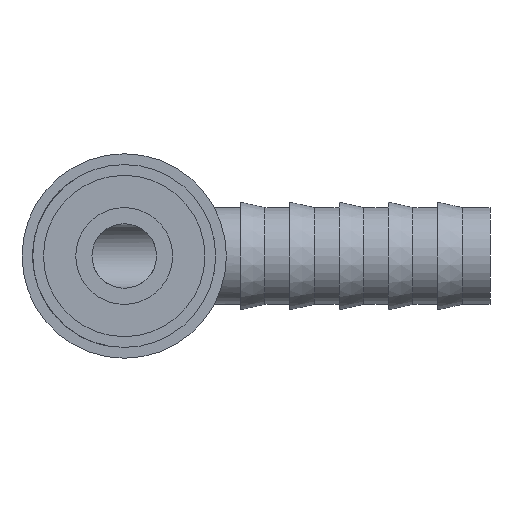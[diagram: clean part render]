
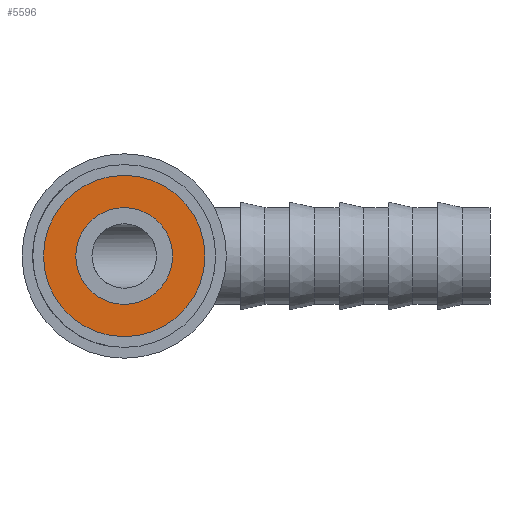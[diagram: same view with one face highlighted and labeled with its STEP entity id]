
A CAD part, left-side view. The second image highlights one B-rep face of the part: STEP entity #5596.
In plain terms, the highlighted planar face has unit normal (-1, 0, 0).
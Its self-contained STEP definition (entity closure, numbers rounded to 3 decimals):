
#625 = AXIS2_PLACEMENT_3D ( 'NONE', #7242, #7999, #1850 ) ;
#762 = EDGE_CURVE ( 'NONE', #3241, #6835, #1519, .T. ) ;
#867 = EDGE_CURVE ( 'NONE', #4893, #8349, #3812, .T. ) ;
#988 = PLANE ( 'NONE',  #5551 ) ;
#1322 = DIRECTION ( 'NONE',  ( 0., 0., 1. ) ) ;
#1358 = ORIENTED_EDGE ( 'NONE', *, *, #2363, .T. ) ;
#1519 = CIRCLE ( 'NONE', #625, 4.5 ) ;
#1746 = EDGE_LOOP ( 'NONE', ( #3482, #6807 ) ) ;
#1827 = DIRECTION ( 'NONE',  ( 1., 0., 0. ) ) ;
#1850 = DIRECTION ( 'NONE',  ( 0., 0., -1. ) ) ;
#1961 = CARTESIAN_POINT ( 'NONE',  ( 0., 0., 0. ) ) ;
#2363 = EDGE_CURVE ( 'NONE', #6835, #3241, #3220, .T. ) ;
#3220 = CIRCLE ( 'NONE', #4949, 4.5 ) ;
#3241 = VERTEX_POINT ( 'NONE', #4784 ) ;
#3364 = AXIS2_PLACEMENT_3D ( 'NONE', #8765, #4592, #6030 ) ;
#3482 = ORIENTED_EDGE ( 'NONE', *, *, #867, .T. ) ;
#3812 = CIRCLE ( 'NONE', #3364, 7.5 ) ;
#4023 = DIRECTION ( 'NONE',  ( -1., 0., 0. ) ) ;
#4100 = CARTESIAN_POINT ( 'NONE',  ( 0., 0., 4.5 ) ) ;
#4592 = DIRECTION ( 'NONE',  ( -1., 0., 0. ) ) ;
#4784 = CARTESIAN_POINT ( 'NONE',  ( 0., 0., -4.5 ) ) ;
#4893 = VERTEX_POINT ( 'NONE', #7699 ) ;
#4949 = AXIS2_PLACEMENT_3D ( 'NONE', #7974, #1827, #5104 ) ;
#4997 = FACE_OUTER_BOUND ( 'NONE', #1746, .T. ) ;
#5038 = DIRECTION ( 'NONE',  ( 1., 0., 0. ) ) ;
#5104 = DIRECTION ( 'NONE',  ( 0., 0., -1. ) ) ;
#5551 = AXIS2_PLACEMENT_3D ( 'NONE', #7745, #5038, #6348 ) ;
#5596 = ADVANCED_FACE ( 'NONE', ( #7106, #4997 ), #988, .F. ) ;
#5615 = ORIENTED_EDGE ( 'NONE', *, *, #762, .T. ) ;
#6030 = DIRECTION ( 'NONE',  ( 0., 0., 1. ) ) ;
#6348 = DIRECTION ( 'NONE',  ( 0., 0., -1. ) ) ;
#6807 = ORIENTED_EDGE ( 'NONE', *, *, #7521, .T. ) ;
#6835 = VERTEX_POINT ( 'NONE', #4100 ) ;
#7016 = EDGE_LOOP ( 'NONE', ( #1358, #5615 ) ) ;
#7106 = FACE_BOUND ( 'NONE', #7016, .T. ) ;
#7242 = CARTESIAN_POINT ( 'NONE',  ( 0., 0., 0. ) ) ;
#7410 = AXIS2_PLACEMENT_3D ( 'NONE', #1961, #4023, #1322 ) ;
#7521 = EDGE_CURVE ( 'NONE', #8349, #4893, #7843, .T. ) ;
#7699 = CARTESIAN_POINT ( 'NONE',  ( 0., 0., 7.5 ) ) ;
#7703 = CARTESIAN_POINT ( 'NONE',  ( 0., 0., -7.5 ) ) ;
#7745 = CARTESIAN_POINT ( 'NONE',  ( 0., 0., 0. ) ) ;
#7843 = CIRCLE ( 'NONE', #7410, 7.5 ) ;
#7974 = CARTESIAN_POINT ( 'NONE',  ( 0., 0., 0. ) ) ;
#7999 = DIRECTION ( 'NONE',  ( 1., 0., 0. ) ) ;
#8349 = VERTEX_POINT ( 'NONE', #7703 ) ;
#8765 = CARTESIAN_POINT ( 'NONE',  ( 0., 0., 0. ) ) ;
